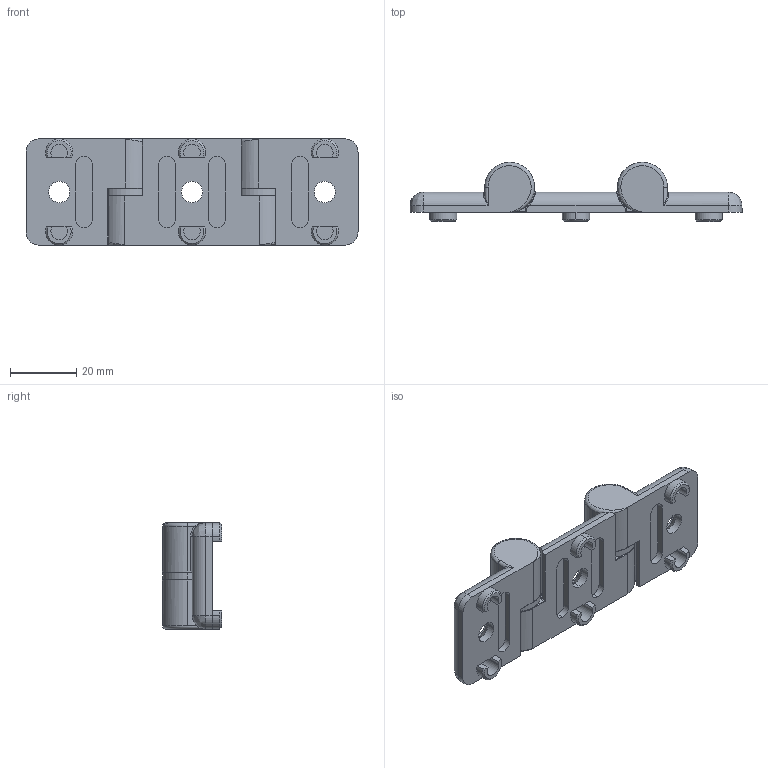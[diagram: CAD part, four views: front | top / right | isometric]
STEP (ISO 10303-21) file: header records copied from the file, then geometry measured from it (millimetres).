
FILE_DESCRIPTION (( 'STEP AP203' ), '1' );
FILE_NAME ('202600013_c_1.STEP', '2022-12-18T18:03:52', ( '' ), ( '' ), 'SwSTEP 2.0', 'SolidWorks 2014', '' );
FILE_SCHEMA (( 'CONFIG_CONTROL_DESIGN' ));
Length unit declared in the file: millimetre
Products named in the file (1): 202600013_c_1
Bounding box: 100 x 17.8 x 32 mm (x, y, z)
Volume: 23099.8 mm3; surface area: 14037.5 mm2
Topology: 7 solids, 7 shells, 268 faces, 661 edges, 403 vertices
Faces by surface type: cylinder 123, plane 84, bspline 34, cone 27
Entity records: 9727 total; most frequent: CARTESIAN_POINT 3613, ORIENTED_EDGE 1286, DIRECTION 1242, EDGE_CURVE 643, AXIS2_PLACEMENT_3D 501, VERTEX_POINT 399, EDGE_LOOP 288, ADVANCED_FACE 268
